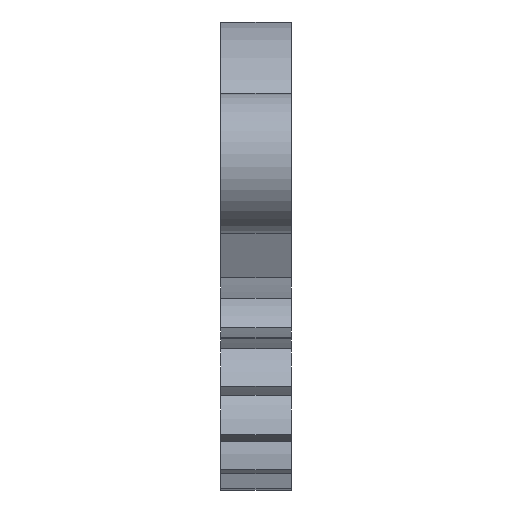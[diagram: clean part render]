
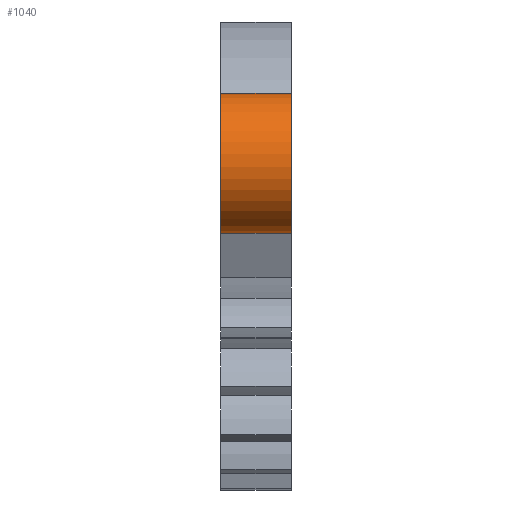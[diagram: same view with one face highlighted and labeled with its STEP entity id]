
A CAD part, left-side view. The second image highlights one B-rep face of the part: STEP entity #1040.
In plain terms, the highlighted cylindrical face has radius 4 mm (diameter 8 mm), a partial arc.
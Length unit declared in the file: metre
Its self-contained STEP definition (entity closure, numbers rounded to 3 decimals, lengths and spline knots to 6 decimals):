
#36=LINE('',#1622,#91);
#40=LINE('',#1631,#95);
#91=VECTOR('',#1254,1.);
#95=VECTOR('',#1260,1.);
#433=ORIENTED_EDGE('',*,*,#588,.T.);
#434=ORIENTED_EDGE('',*,*,#464,.T.);
#435=ORIENTED_EDGE('',*,*,#599,.F.);
#436=ORIENTED_EDGE('',*,*,#468,.F.);
#464=EDGE_CURVE('',#613,#615,#36,.T.);
#468=EDGE_CURVE('',#619,#617,#40,.T.);
#588=EDGE_CURVE('',#619,#613,#794,.T.);
#599=EDGE_CURVE('',#617,#615,#805,.T.);
#613=VERTEX_POINT('',#1617);
#615=VERTEX_POINT('',#1621);
#617=VERTEX_POINT('',#1626);
#619=VERTEX_POINT('',#1630);
#794=CIRCLE('',#1192,0.004);
#805=CIRCLE('',#1204,0.004);
#864=EDGE_LOOP('',(#433,#434,#435,#436));
#931=FACE_BOUND('',#864,.T.);
#985=CYLINDRICAL_SURFACE('',#1208,0.004);
#1040=ADVANCED_FACE('',(#931),#985,.T.);
#1192=AXIS2_PLACEMENT_3D('',#1872,#1538,#1539);
#1204=AXIS2_PLACEMENT_3D('',#1888,#1562,#1563);
#1208=AXIS2_PLACEMENT_3D('',#1892,#1570,#1571);
#1254=DIRECTION('',(0.,1.,0.));
#1260=DIRECTION('',(0.,1.,0.));
#1538=DIRECTION('',(0.,1.,0.));
#1539=DIRECTION('',(0.,0.,1.));
#1562=DIRECTION('',(0.,1.,0.));
#1563=DIRECTION('',(0.,0.,1.));
#1570=DIRECTION('',(0.,1.,0.));
#1571=DIRECTION('',(0.,0.,1.));
#1617=CARTESIAN_POINT('',(-0.040071,0.,0.007979));
#1621=CARTESIAN_POINT('',(-0.040071,0.004,0.007979));
#1622=CARTESIAN_POINT('',(-0.040071,0.,0.007979));
#1626=CARTESIAN_POINT('',(-0.041115,0.004,0.000048));
#1630=CARTESIAN_POINT('',(-0.041115,0.,0.000048));
#1631=CARTESIAN_POINT('',(-0.041115,0.,0.000048));
#1872=CARTESIAN_POINT('',(-0.040593,0.,0.004014));
#1888=CARTESIAN_POINT('',(-0.040593,0.004,0.004014));
#1892=CARTESIAN_POINT('',(-0.040593,0.,0.004014));
